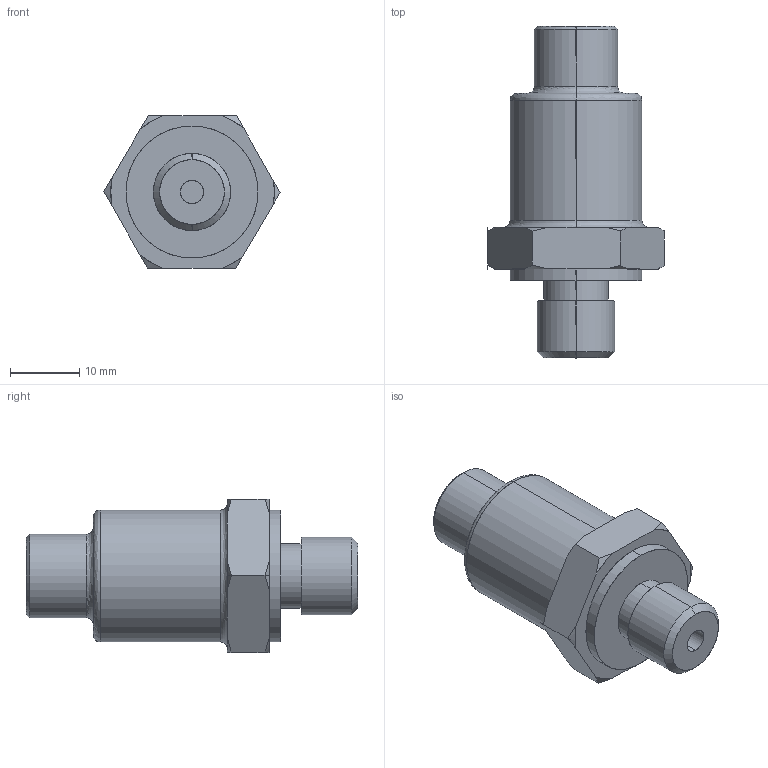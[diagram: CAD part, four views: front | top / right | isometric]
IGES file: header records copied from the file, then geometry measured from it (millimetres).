
Start section: SolidWorks IGES file using analytic representation for surfaces
Global section: file name: ECA'MPT_SAE.IGS; native system: SolidWorks 2011; preprocessor: SolidWorks 2011; author: afp; date: 130327.101634; units: millimetre
Bounding box: 25.4 x 47.8 x 22.09 mm (x, y, z)
Surface area: 3429.9 mm2 (no closed solid volume)
Topology: 0 solids, 0 shells, 67 faces, 848 edges, 848 vertices
Faces by surface type: revolution 40, bspline 27
